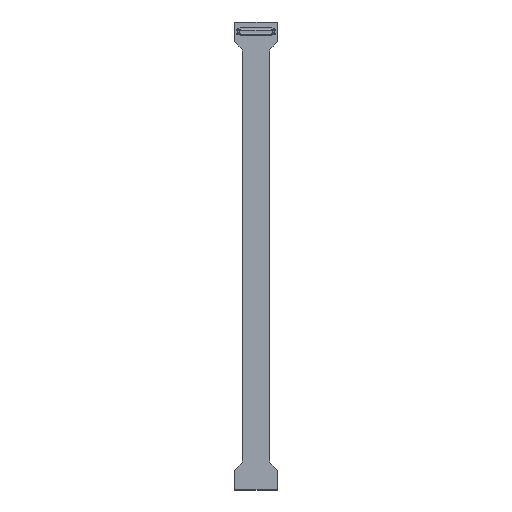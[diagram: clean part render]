
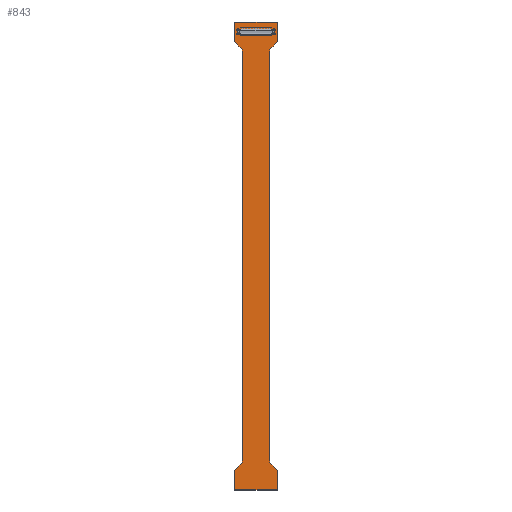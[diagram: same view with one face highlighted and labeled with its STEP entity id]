
A CAD part, top view. The second image highlights one B-rep face of the part: STEP entity #843.
In plain terms, the highlighted planar face has unit normal (0, 0, 1).
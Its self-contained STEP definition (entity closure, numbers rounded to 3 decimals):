
#60 = VERTEX_POINT('',#61);
#61 = CARTESIAN_POINT('',(-11.,-0.007,0.411));
#67 = EDGE_CURVE('',#60,#68,#70,.T.);
#68 = VERTEX_POINT('',#69);
#69 = CARTESIAN_POINT('',(-11.007,0.,0.411)
  );
#70 = CIRCLE('',#71,0.007);
#71 = AXIS2_PLACEMENT_3D('',#72,#73,#74);
#72 = CARTESIAN_POINT('',(-11.,0.,0.411)
  );
#73 = DIRECTION('',(0.,0.,-1.));
#74 = DIRECTION('',(0.024,-1.,0.));
#100 = EDGE_CURVE('',#68,#101,#103,.T.);
#101 = VERTEX_POINT('',#102);
#102 = CARTESIAN_POINT('',(-11.007,4.999,0.411));
#103 = LINE('',#104,#105);
#104 = CARTESIAN_POINT('',(-11.007,0.,0.411));
#105 = VECTOR('',#106,1.);
#106 = DIRECTION('',(0.,1.,0.));
#131 = EDGE_CURVE('',#101,#132,#134,.T.);
#132 = VERTEX_POINT('',#133);
#133 = CARTESIAN_POINT('',(-11.,5.005,0.411));
#134 = CIRCLE('',#135,0.007);
#135 = AXIS2_PLACEMENT_3D('',#136,#137,#138);
#136 = CARTESIAN_POINT('',(-11.,4.998,0.411));
#137 = DIRECTION('',(0.,0.,-1.));
#138 = DIRECTION('',(-0.991,0.135,0.));
#164 = EDGE_CURVE('',#132,#165,#167,.T.);
#165 = VERTEX_POINT('',#166);
#166 = CARTESIAN_POINT('',(-9.005,7.003,0.411));
#167 = LINE('',#168,#169);
#168 = CARTESIAN_POINT('',(-11.,5.005,0.411));
#169 = VECTOR('',#170,1.);
#170 = DIRECTION('',(0.707,0.708,0.));
#195 = EDGE_CURVE('',#165,#196,#198,.T.);
#196 = VERTEX_POINT('',#197);
#197 = CARTESIAN_POINT('',(-9.005,7.501,0.411));
#198 = LINE('',#199,#200);
#199 = CARTESIAN_POINT('',(-9.005,7.003,0.411));
#200 = VECTOR('',#201,1.);
#201 = DIRECTION('',(0.,1.,0.));
#226 = EDGE_CURVE('',#196,#227,#229,.T.);
#227 = VERTEX_POINT('',#228);
#228 = CARTESIAN_POINT('',(-9.005,112.497,0.411));
#229 = LINE('',#230,#231);
#230 = CARTESIAN_POINT('',(-9.005,7.501,0.411));
#231 = VECTOR('',#232,1.);
#232 = DIRECTION('',(0.,1.,0.));
#257 = EDGE_CURVE('',#227,#258,#260,.T.);
#258 = VERTEX_POINT('',#259);
#259 = CARTESIAN_POINT('',(-9.005,112.994,0.411));
#260 = LINE('',#261,#262);
#261 = CARTESIAN_POINT('',(-9.005,112.497,0.411));
#262 = VECTOR('',#263,1.);
#263 = DIRECTION('',(0.,1.,0.));
#288 = EDGE_CURVE('',#258,#289,#291,.T.);
#289 = VERTEX_POINT('',#290);
#290 = CARTESIAN_POINT('',(-11.,114.992,0.411));
#291 = LINE('',#292,#293);
#292 = CARTESIAN_POINT('',(-9.005,112.994,0.411));
#293 = VECTOR('',#294,1.);
#294 = DIRECTION('',(-0.707,0.708,0.));
#319 = EDGE_CURVE('',#289,#320,#322,.T.);
#320 = VERTEX_POINT('',#321);
#321 = CARTESIAN_POINT('',(-11.007,114.999,0.411));
#322 = CIRCLE('',#323,0.007);
#323 = AXIS2_PLACEMENT_3D('',#324,#325,#326);
#324 = CARTESIAN_POINT('',(-11.,114.999,0.411));
#325 = DIRECTION('',(0.,0.,-1.));
#326 = DIRECTION('',(0.023,-1.,0.));
#352 = EDGE_CURVE('',#320,#353,#355,.T.);
#353 = VERTEX_POINT('',#354);
#354 = CARTESIAN_POINT('',(-11.007,120.,0.411));
#355 = LINE('',#356,#357);
#356 = CARTESIAN_POINT('',(-11.007,114.999,0.411));
#357 = VECTOR('',#358,1.);
#358 = DIRECTION('',(0.,1.,0.));
#383 = EDGE_CURVE('',#353,#384,#386,.T.);
#384 = VERTEX_POINT('',#385);
#385 = CARTESIAN_POINT('',(-11.,120.006,0.411));
#386 = CIRCLE('',#387,0.006);
#387 = AXIS2_PLACEMENT_3D('',#388,#389,#390);
#388 = CARTESIAN_POINT('',(-11.002,120.001,0.411));
#389 = DIRECTION('',(0.,0.,-1.));
#390 = DIRECTION('',(-0.992,-0.13,0.));
#416 = EDGE_CURVE('',#384,#417,#419,.T.);
#417 = VERTEX_POINT('',#418);
#418 = CARTESIAN_POINT('',(0.,120.006,0.411));
#419 = LINE('',#420,#421);
#420 = CARTESIAN_POINT('',(-11.,120.006,0.411));
#421 = VECTOR('',#422,1.);
#422 = DIRECTION('',(1.,0.,0.));
#447 = EDGE_CURVE('',#417,#448,#450,.T.);
#448 = VERTEX_POINT('',#449);
#449 = CARTESIAN_POINT('',(0.007,120.,0.411));
#450 = CIRCLE('',#451,0.006);
#451 = AXIS2_PLACEMENT_3D('',#452,#453,#454);
#452 = CARTESIAN_POINT('',(0.002,120.001,0.411)
  );
#453 = DIRECTION('',(0.,0.,-1.));
#454 = DIRECTION('',(-0.281,0.96,0.));
#480 = EDGE_CURVE('',#448,#481,#483,.T.);
#481 = VERTEX_POINT('',#482);
#482 = CARTESIAN_POINT('',(0.007,114.999,0.411)
  );
#483 = LINE('',#484,#485);
#484 = CARTESIAN_POINT('',(0.007,120.,0.411));
#485 = VECTOR('',#486,1.);
#486 = DIRECTION('',(0.,-1.,0.));
#511 = EDGE_CURVE('',#481,#512,#514,.T.);
#512 = VERTEX_POINT('',#513);
#513 = CARTESIAN_POINT('',(0.005,114.994,0.411)
  );
#514 = CIRCLE('',#515,0.019);
#515 = AXIS2_PLACEMENT_3D('',#516,#517,#518);
#516 = CARTESIAN_POINT('',(-0.011,115.003,0.411)
  );
#517 = DIRECTION('',(0.,0.,-1.));
#518 = DIRECTION('',(0.972,-0.236,0.));
#544 = EDGE_CURVE('',#512,#545,#547,.T.);
#545 = VERTEX_POINT('',#546);
#546 = CARTESIAN_POINT('',(-1.993,112.994,0.411));
#547 = LINE('',#548,#549);
#548 = CARTESIAN_POINT('',(0.005,114.994,0.411)
  );
#549 = VECTOR('',#550,1.);
#550 = DIRECTION('',(-0.707,-0.707,0.));
#575 = EDGE_CURVE('',#545,#576,#578,.T.);
#576 = VERTEX_POINT('',#577);
#577 = CARTESIAN_POINT('',(-1.992,112.497,0.411));
#578 = LINE('',#579,#580);
#579 = CARTESIAN_POINT('',(-1.993,112.994,0.411));
#580 = VECTOR('',#581,1.);
#581 = DIRECTION('',(0.002,-1.,0.));
#606 = EDGE_CURVE('',#576,#607,#609,.T.);
#607 = VERTEX_POINT('',#608);
#608 = CARTESIAN_POINT('',(-1.992,7.501,0.411));
#609 = LINE('',#610,#611);
#610 = CARTESIAN_POINT('',(-1.992,112.497,0.411));
#611 = VECTOR('',#612,1.);
#612 = DIRECTION('',(0.,-1.,0.));
#637 = EDGE_CURVE('',#607,#638,#640,.T.);
#638 = VERTEX_POINT('',#639);
#639 = CARTESIAN_POINT('',(-1.993,7.003,0.411));
#640 = LINE('',#641,#642);
#641 = CARTESIAN_POINT('',(-1.992,7.501,0.411));
#642 = VECTOR('',#643,1.);
#643 = DIRECTION('',(-0.002,-1.,0.));
#668 = EDGE_CURVE('',#638,#669,#671,.T.);
#669 = VERTEX_POINT('',#670);
#670 = CARTESIAN_POINT('',(0.005,5.003,0.411));
#671 = LINE('',#672,#673);
#672 = CARTESIAN_POINT('',(-1.993,7.003,0.411));
#673 = VECTOR('',#674,1.);
#674 = DIRECTION('',(0.707,-0.707,0.));
#699 = EDGE_CURVE('',#669,#700,#702,.T.);
#700 = VERTEX_POINT('',#701);
#701 = CARTESIAN_POINT('',(0.007,4.999,0.411));
#702 = LINE('',#703,#704);
#703 = CARTESIAN_POINT('',(0.005,5.003,0.411));
#704 = VECTOR('',#705,1.);
#705 = DIRECTION('',(0.447,-0.894,0.));
#730 = EDGE_CURVE('',#700,#731,#733,.T.);
#731 = VERTEX_POINT('',#732);
#732 = CARTESIAN_POINT('',(0.007,0.,0.411));
#733 = LINE('',#734,#735);
#734 = CARTESIAN_POINT('',(0.007,4.999,0.411));
#735 = VECTOR('',#736,1.);
#736 = DIRECTION('',(0.,-1.,0.));
#761 = EDGE_CURVE('',#731,#762,#764,.T.);
#762 = VERTEX_POINT('',#763);
#763 = CARTESIAN_POINT('',(0.,-0.007,
    0.411));
#764 = CIRCLE('',#765,0.007);
#765 = AXIS2_PLACEMENT_3D('',#766,#767,#768);
#766 = CARTESIAN_POINT('',(0.,0.,
    0.411));
#767 = DIRECTION('',(0.,0.,-1.));
#768 = DIRECTION('',(1.,0.024,0.));
#794 = EDGE_CURVE('',#762,#60,#795,.T.);
#795 = LINE('',#796,#797);
#796 = CARTESIAN_POINT('',(0.,-0.007,0.411));
#797 = VECTOR('',#798,1.);
#798 = DIRECTION('',(-1.,0.,0.));
#843 = ADVANCED_FACE('',(#844),#870,.T.);
#844 = FACE_BOUND('',#845,.F.);
#845 = EDGE_LOOP('',(#846,#847,#848,#849,#850,#851,#852,#853,#854,#855,
    #856,#857,#858,#859,#860,#861,#862,#863,#864,#865,#866,#867,#868,
    #869));
#846 = ORIENTED_EDGE('',*,*,#67,.T.);
#847 = ORIENTED_EDGE('',*,*,#100,.T.);
#848 = ORIENTED_EDGE('',*,*,#131,.T.);
#849 = ORIENTED_EDGE('',*,*,#164,.T.);
#850 = ORIENTED_EDGE('',*,*,#195,.T.);
#851 = ORIENTED_EDGE('',*,*,#226,.T.);
#852 = ORIENTED_EDGE('',*,*,#257,.T.);
#853 = ORIENTED_EDGE('',*,*,#288,.T.);
#854 = ORIENTED_EDGE('',*,*,#319,.T.);
#855 = ORIENTED_EDGE('',*,*,#352,.T.);
#856 = ORIENTED_EDGE('',*,*,#383,.T.);
#857 = ORIENTED_EDGE('',*,*,#416,.T.);
#858 = ORIENTED_EDGE('',*,*,#447,.T.);
#859 = ORIENTED_EDGE('',*,*,#480,.T.);
#860 = ORIENTED_EDGE('',*,*,#511,.T.);
#861 = ORIENTED_EDGE('',*,*,#544,.T.);
#862 = ORIENTED_EDGE('',*,*,#575,.T.);
#863 = ORIENTED_EDGE('',*,*,#606,.T.);
#864 = ORIENTED_EDGE('',*,*,#637,.T.);
#865 = ORIENTED_EDGE('',*,*,#668,.T.);
#866 = ORIENTED_EDGE('',*,*,#699,.T.);
#867 = ORIENTED_EDGE('',*,*,#730,.T.);
#868 = ORIENTED_EDGE('',*,*,#761,.T.);
#869 = ORIENTED_EDGE('',*,*,#794,.T.);
#870 = PLANE('',#871);
#871 = AXIS2_PLACEMENT_3D('',#872,#873,#874);
#872 = CARTESIAN_POINT('',(-11.,-0.007,0.411));
#873 = DIRECTION('',(0.,0.,1.));
#874 = DIRECTION('',(1.,0.,0.));
